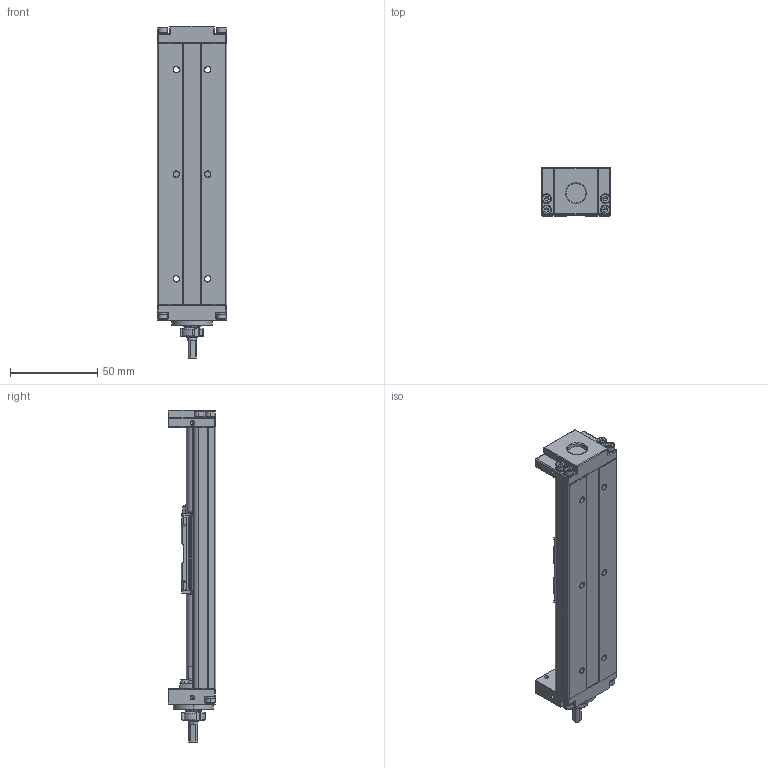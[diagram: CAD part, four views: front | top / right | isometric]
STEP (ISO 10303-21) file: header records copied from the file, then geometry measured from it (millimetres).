
FILE_DESCRIPTION (( 'STEP AP214' ), '1' );
FILE_NAME ('XSK40-150A1-H0.STEP', '2021-05-31T03:56:04', ( '' ), ( '' ), 'SwSTEP 2.0', 'SolidWorks 2016', '' );
FILE_SCHEMA (( 'AUTOMOTIVE_DESIGN' ));
Length unit declared in the file: millimetre
Products named in the file (3): XSK40-150A1-H0; XSK40-150-H0_W_笐紲蹟隊; XSK40-FS_W
Assembly tree (2 placements, depth 2):
  XSK40-150A1-H0
    XSK40-FS_W
    XSK40-150-H0_W_笐紲蹟隊
Bounding box: 40 x 27.5 x 190.5 mm (x, y, z)
Volume: 86591.7 mm3; surface area: 40808.2 mm2
Topology: 17 solids, 58 shells, 1460 faces, 3547 edges, 2205 vertices
Faces by surface type: plane 708, cylinder 408, cone 250, bspline 94
Entity records: 95040 total; most frequent: CARTESIAN_POINT 44937, DIRECTION 7134, ORIENTED_EDGE 6958, EDGE_CURVE 3479, AXIS2_PLACEMENT_3D 2602, VERTEX_POINT 2205, LINE 1930, VECTOR 1930
